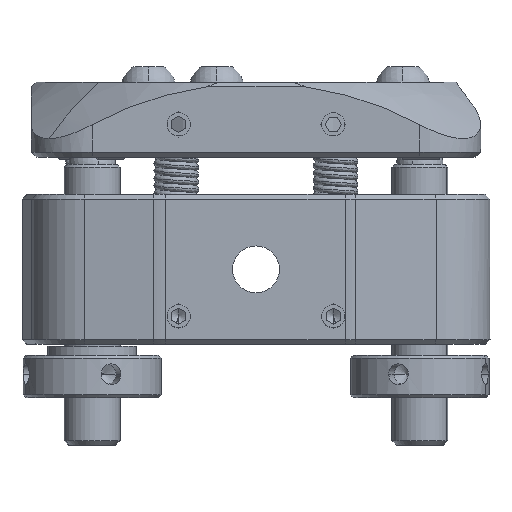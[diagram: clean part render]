
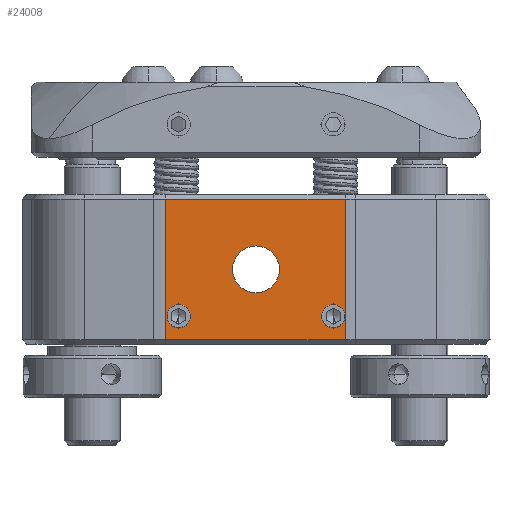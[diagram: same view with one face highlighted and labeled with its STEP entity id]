
A CAD part, front view. The second image highlights one B-rep face of the part: STEP entity #24008.
In plain terms, the highlighted planar face has unit normal (0, -1, 0).
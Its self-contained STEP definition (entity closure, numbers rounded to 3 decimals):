
#482 = CARTESIAN_POINT ( 'NONE',  ( -1.336, -23.564, 51.5 ) ) ;
#524 = LINE ( 'NONE', #14933, #13084 ) ;
#840 = CARTESIAN_POINT ( 'NONE',  ( -1.336, -23.564, 49. ) ) ;
#1426 = EDGE_LOOP ( 'NONE', ( #11383, #2220 ) ) ;
#1600 = LINE ( 'NONE', #24740, #19220 ) ;
#1915 = CARTESIAN_POINT ( 'NONE',  ( 6.914, -23.564, 45.25 ) ) ;
#2001 = DIRECTION ( 'NONE',  ( 0., -1., 0. ) ) ;
#2002 = DIRECTION ( 'NONE',  ( -1., 0., 0. ) ) ;
#2150 = VERTEX_POINT ( 'NONE', #9760 ) ;
#2220 = ORIENTED_EDGE ( 'NONE', *, *, #19995, .F. ) ;
#2311 = CARTESIAN_POINT ( 'NONE',  ( -1.336, -23.564, 49. ) ) ;
#2314 = LINE ( 'NONE', #27727, #11808 ) ;
#2550 = ORIENTED_EDGE ( 'NONE', *, *, #27896, .T. ) ;
#2599 = DIRECTION ( 'NONE',  ( 0., 0., -1. ) ) ;
#2941 = CARTESIAN_POINT ( 'NONE',  ( -11.011, -23.564, 56.5 ) ) ;
#4181 = FACE_BOUND ( 'NONE', #1426, .T. ) ;
#4198 = ORIENTED_EDGE ( 'NONE', *, *, #13309, .T. ) ;
#4492 = CARTESIAN_POINT ( 'NONE',  ( -9.586, -23.564, 42.75 ) ) ;
#5033 = VERTEX_POINT ( 'NONE', #482 ) ;
#6216 = FACE_BOUND ( 'NONE', #14468, .T. ) ;
#6261 = DIRECTION ( 'NONE',  ( 0., 0., -1. ) ) ;
#7142 = EDGE_CURVE ( 'NONE', #7309, #13349, #24095, .T. ) ;
#7309 = VERTEX_POINT ( 'NONE', #11987 ) ;
#7780 = AXIS2_PLACEMENT_3D ( 'NONE', #26240, #19741, #2599 ) ;
#7788 = EDGE_LOOP ( 'NONE', ( #27431, #2550, #20282, #4198 ) ) ;
#8268 = EDGE_CURVE ( 'NONE', #16057, #20480, #19996, .T. ) ;
#8835 = VECTOR ( 'NONE', #9253, 1000. ) ;
#9213 = CARTESIAN_POINT ( 'NONE',  ( 8.188, -23.564, 56.5 ) ) ;
#9253 = DIRECTION ( 'NONE',  ( 0., 0., -1. ) ) ;
#9556 = AXIS2_PLACEMENT_3D ( 'NONE', #16990, #25258, #27538 ) ;
#9659 = DIRECTION ( 'NONE',  ( 0., 0., -1. ) ) ;
#9697 = DIRECTION ( 'NONE',  ( 0., 0., 1. ) ) ;
#9760 = CARTESIAN_POINT ( 'NONE',  ( -1.336, -23.564, 46.5 ) ) ;
#9804 = CIRCLE ( 'NONE', #14214, 2.5 ) ;
#10561 = DIRECTION ( 'NONE',  ( 1., 0., 0. ) ) ;
#10860 = DIRECTION ( 'NONE',  ( 0., -1., 0. ) ) ;
#11383 = ORIENTED_EDGE ( 'NONE', *, *, #7142, .F. ) ;
#11506 = DIRECTION ( 'NONE',  ( 0., -1., 0. ) ) ;
#11603 = ORIENTED_EDGE ( 'NONE', *, *, #21217, .F. ) ;
#11808 = VECTOR ( 'NONE', #2002, 1000. ) ;
#11987 = CARTESIAN_POINT ( 'NONE',  ( 6.914, -23.564, 42.75 ) ) ;
#12942 = DIRECTION ( 'NONE',  ( 0., 0., -1. ) ) ;
#13084 = VECTOR ( 'NONE', #10561, 1000. ) ;
#13309 = EDGE_CURVE ( 'NONE', #20480, #26399, #524, .T. ) ;
#13349 = VERTEX_POINT ( 'NONE', #1915 ) ;
#13703 = AXIS2_PLACEMENT_3D ( 'NONE', #15386, #15299, #21686 ) ;
#13879 = VERTEX_POINT ( 'NONE', #4492 ) ;
#14214 = AXIS2_PLACEMENT_3D ( 'NONE', #2311, #10860, #12942 ) ;
#14468 = EDGE_LOOP ( 'NONE', ( #15069, #16107 ) ) ;
#14539 = PLANE ( 'NONE',  #9556 ) ;
#14915 = CARTESIAN_POINT ( 'NONE',  ( -9.586, -23.564, 44. ) ) ;
#14933 = CARTESIAN_POINT ( 'NONE',  ( 23.664, -23.564, 41.5 ) ) ;
#15069 = ORIENTED_EDGE ( 'NONE', *, *, #17952, .F. ) ;
#15299 = DIRECTION ( 'NONE',  ( 0., -1., 0. ) ) ;
#15386 = CARTESIAN_POINT ( 'NONE',  ( 6.914, -23.564, 44. ) ) ;
#15776 = VERTEX_POINT ( 'NONE', #28017 ) ;
#16057 = VERTEX_POINT ( 'NONE', #2941 ) ;
#16107 = ORIENTED_EDGE ( 'NONE', *, *, #25789, .F. ) ;
#16343 = EDGE_CURVE ( 'NONE', #13879, #15776, #19384, .T. ) ;
#16990 = CARTESIAN_POINT ( 'NONE',  ( 23.664, -23.564, 57. ) ) ;
#17516 = CIRCLE ( 'NONE', #13703, 1.25 ) ;
#17547 = AXIS2_PLACEMENT_3D ( 'NONE', #14915, #2001, #6261 ) ;
#17708 = CARTESIAN_POINT ( 'NONE',  ( 8.188, -23.564, 41.5 ) ) ;
#17952 = EDGE_CURVE ( 'NONE', #2150, #5033, #9804, .T. ) ;
#18098 = VERTEX_POINT ( 'NONE', #9213 ) ;
#18285 = AXIS2_PLACEMENT_3D ( 'NONE', #840, #11506, #9659 ) ;
#19220 = VECTOR ( 'NONE', #9697, 1000. ) ;
#19376 = EDGE_CURVE ( 'NONE', #26399, #18098, #1600, .T. ) ;
#19384 = CIRCLE ( 'NONE', #17547, 1.25 ) ;
#19633 = CARTESIAN_POINT ( 'NONE',  ( -9.586, -23.564, 44. ) ) ;
#19697 = CIRCLE ( 'NONE', #18285, 2.5 ) ;
#19741 = DIRECTION ( 'NONE',  ( 0., -1., 0. ) ) ;
#19815 = DIRECTION ( 'NONE',  ( 0., 0., -1. ) ) ;
#19995 = EDGE_CURVE ( 'NONE', #13349, #7309, #17516, .T. ) ;
#19996 = LINE ( 'NONE', #24202, #8835 ) ;
#20282 = ORIENTED_EDGE ( 'NONE', *, *, #8268, .T. ) ;
#20480 = VERTEX_POINT ( 'NONE', #21833 ) ;
#21186 = CIRCLE ( 'NONE', #27975, 1.25 ) ;
#21217 = EDGE_CURVE ( 'NONE', #15776, #13879, #21186, .T. ) ;
#21280 = ORIENTED_EDGE ( 'NONE', *, *, #16343, .F. ) ;
#21430 = EDGE_LOOP ( 'NONE', ( #21280, #11603 ) ) ;
#21446 = FACE_BOUND ( 'NONE', #21430, .T. ) ;
#21686 = DIRECTION ( 'NONE',  ( 0., 0., -1. ) ) ;
#21833 = CARTESIAN_POINT ( 'NONE',  ( -11.011, -23.564, 41.5 ) ) ;
#22071 = DIRECTION ( 'NONE',  ( 0., -1., 0. ) ) ;
#24008 = ADVANCED_FACE ( 'NONE', ( #4181, #21446, #6216, #25140 ), #14539, .F. ) ;
#24095 = CIRCLE ( 'NONE', #7780, 1.25 ) ;
#24202 = CARTESIAN_POINT ( 'NONE',  ( -11.011, -23.564, 57. ) ) ;
#24740 = CARTESIAN_POINT ( 'NONE',  ( 8.188, -23.564, 57. ) ) ;
#25140 = FACE_OUTER_BOUND ( 'NONE', #7788, .T. ) ;
#25258 = DIRECTION ( 'NONE',  ( 0., 1., 0. ) ) ;
#25789 = EDGE_CURVE ( 'NONE', #5033, #2150, #19697, .T. ) ;
#26240 = CARTESIAN_POINT ( 'NONE',  ( 6.914, -23.564, 44. ) ) ;
#26399 = VERTEX_POINT ( 'NONE', #17708 ) ;
#27431 = ORIENTED_EDGE ( 'NONE', *, *, #19376, .T. ) ;
#27538 = DIRECTION ( 'NONE',  ( -1., 0., 0. ) ) ;
#27727 = CARTESIAN_POINT ( 'NONE',  ( -11.011, -23.564, 56.5 ) ) ;
#27896 = EDGE_CURVE ( 'NONE', #18098, #16057, #2314, .T. ) ;
#27975 = AXIS2_PLACEMENT_3D ( 'NONE', #19633, #22071, #19815 ) ;
#28017 = CARTESIAN_POINT ( 'NONE',  ( -9.586, -23.564, 45.25 ) ) ;
